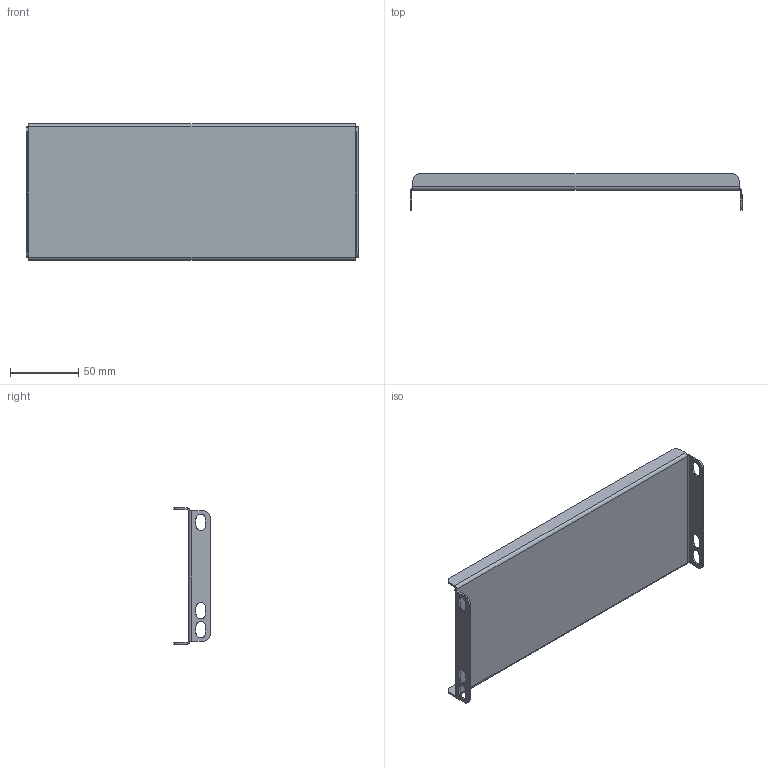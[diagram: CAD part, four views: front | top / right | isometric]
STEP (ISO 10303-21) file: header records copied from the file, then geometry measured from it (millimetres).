
FILE_DESCRIPTION (( 'STEP AP214' ), '1' );
FILE_NAME ('FO-00-HWD-0245-010 FORMAT Ïåðåãîðîäêà ãîðèçîíòàëüíàÿ äëÿ ðàñïðåäåëèòåëüíûõ øèí 245õ100ìì IEK.STEP', '2022-05-31T08:01:39', ( '' ), ( '' ), 'SwSTEP 2.0', 'SolidWorks 2017', '' );
FILE_SCHEMA (( 'AUTOMOTIVE_DESIGN' ));
Length unit declared in the file: millimetre
Products named in the file (1): FO-00-HWD-0245-010 FORMAT Ïåðåãîðîäêà ãîðèçîíòàëüíàÿ äëÿ ðàñïðåäåëèòåëüíûõ øèí 245õ100ìì IEK
Bounding box: 244 x 26.8 x 100 mm (x, y, z)
Volume: 37745.5 mm3; surface area: 64060.8 mm2
Topology: 1 solids, 1 shells, 74 faces, 188 edges, 116 vertices
Faces by surface type: plane 46, cylinder 28
Entity records: 2266 total; most frequent: DIRECTION 398, CARTESIAN_POINT 379, ORIENTED_EDGE 376, EDGE_CURVE 188, AXIS2_PLACEMENT_3D 135, VECTOR 128, LINE 128, VERTEX_POINT 116
